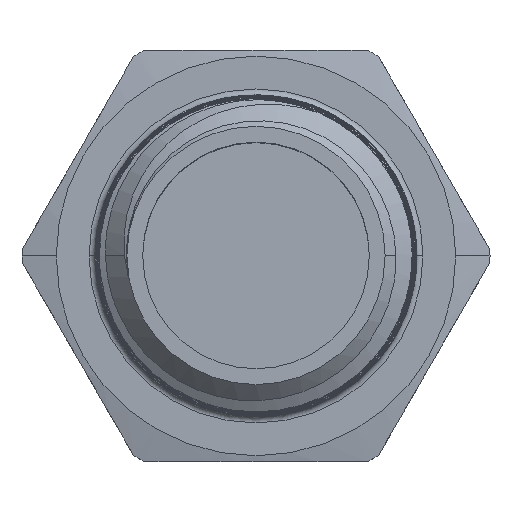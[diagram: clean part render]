
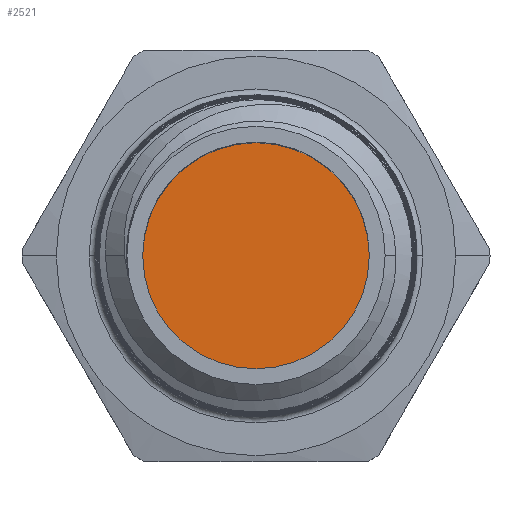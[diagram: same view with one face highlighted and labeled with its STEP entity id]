
A CAD part, top view. The second image highlights one B-rep face of the part: STEP entity #2521.
In plain terms, the highlighted planar face has unit normal (0, 0, 1).
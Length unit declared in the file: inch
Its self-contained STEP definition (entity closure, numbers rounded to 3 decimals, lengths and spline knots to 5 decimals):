
#861 = PLANE ( 'NONE',  #1283 ) ;
#870 = CARTESIAN_POINT ( 'NONE',  ( 0., 0., 0.03 ) ) ;
#871 = DIRECTION ( 'NONE',  ( 0., 0., -1. ) ) ;
#872 = DIRECTION ( 'NONE',  ( -1., 0., 0. ) ) ;
#1204 = EDGE_CURVE ( 'NONE', #1735, #1736, #2582, .T. ) ;
#1207 = EDGE_CURVE ( 'NONE', #1736, #1735, #2587, .T. ) ;
#1226 = AXIS2_PLACEMENT_3D ( 'NONE', #3749, #3750, #3751 ) ;
#1228 = AXIS2_PLACEMENT_3D ( 'NONE', #3756, #3757, #3758 ) ;
#1283 = AXIS2_PLACEMENT_3D ( 'NONE', #870, #871, #872 ) ;
#1354 = FACE_OUTER_BOUND ( 'NONE', #1505, .T. ) ;
#1505 = EDGE_LOOP ( 'NONE', ( #1563, #1528 ) ) ;
#1528 = ORIENTED_EDGE ( 'NONE', *, *, #1207, .F. ) ;
#1563 = ORIENTED_EDGE ( 'NONE', *, *, #1204, .F. ) ;
#1735 = VERTEX_POINT ( 'NONE', #2308 ) ;
#1736 = VERTEX_POINT ( 'NONE', #2292 ) ;
#2292 = CARTESIAN_POINT ( 'NONE',  ( 0.19, 0., 0.03 ) ) ;
#2308 = CARTESIAN_POINT ( 'NONE',  ( -0.19, 0., 0.03 ) ) ;
#2521 = ADVANCED_FACE ( 'NONE', ( #1354 ), #861, .F. ) ;
#2582 = CIRCLE ( 'NONE', #1226, 0.19 ) ;
#2587 = CIRCLE ( 'NONE', #1228, 0.19 ) ;
#3749 = CARTESIAN_POINT ( 'NONE',  ( 0., 0., 0.03 ) ) ;
#3750 = DIRECTION ( 'NONE',  ( 0., 0., -1. ) ) ;
#3751 = DIRECTION ( 'NONE',  ( -1., 0., 0. ) ) ;
#3756 = CARTESIAN_POINT ( 'NONE',  ( 0., 0., 0.03 ) ) ;
#3757 = DIRECTION ( 'NONE',  ( 0., 0., -1. ) ) ;
#3758 = DIRECTION ( 'NONE',  ( -1., 0., 0. ) ) ;
